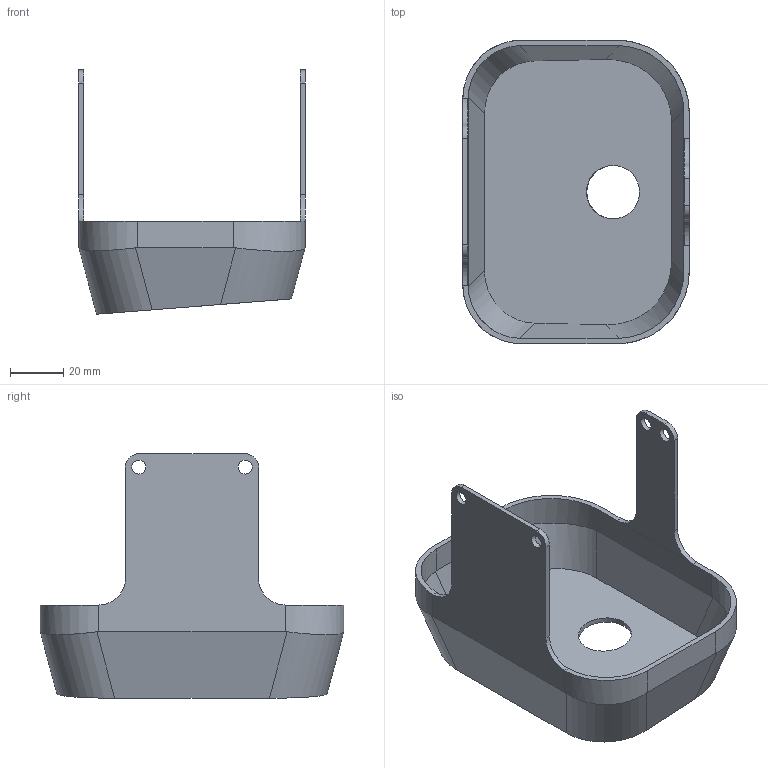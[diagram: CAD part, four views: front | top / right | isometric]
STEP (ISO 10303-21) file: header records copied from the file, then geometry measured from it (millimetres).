
FILE_DESCRIPTION(/* description */ (''),/* implementation_level */ '2;1');
FILE_NAME(/* name */ '5f1a62f4b9fe9c131d37a127',/* time_stamp */ '2020-07-24T04:26:28+00:00',/* author */ (''),/* organization */ (''),/* preprocessor_version */ 'ST-DEVELOPER v16.7',/* originating_system */ $,/* authorisation */ $);
FILE_SCHEMA (('AUTOMOTIVE_DESIGN {1 0 10303 214 3 1 1}'));
Length unit declared in the file: metre
Products named in the file (1): Rear_Cover
Bounding box: 85 x 114 x 91.8 mm (x, y, z)
Volume: 41464.8 mm3; surface area: 43738.6 mm2
Topology: 1 solids, 1 shells, 56 faces, 157 edges, 104 vertices
Faces by surface type: cylinder 29, plane 27
Full cylindrical faces by diameter (mm): 5.2 x4, 20 x1
Entity records: 1856 total; most frequent: DIRECTION 332, CARTESIAN_POINT 313, ORIENTED_EDGE 304, EDGE_CURVE 152, AXIS2_PLACEMENT_3D 123, VERTEX_POINT 104, LINE 86, VECTOR 86
